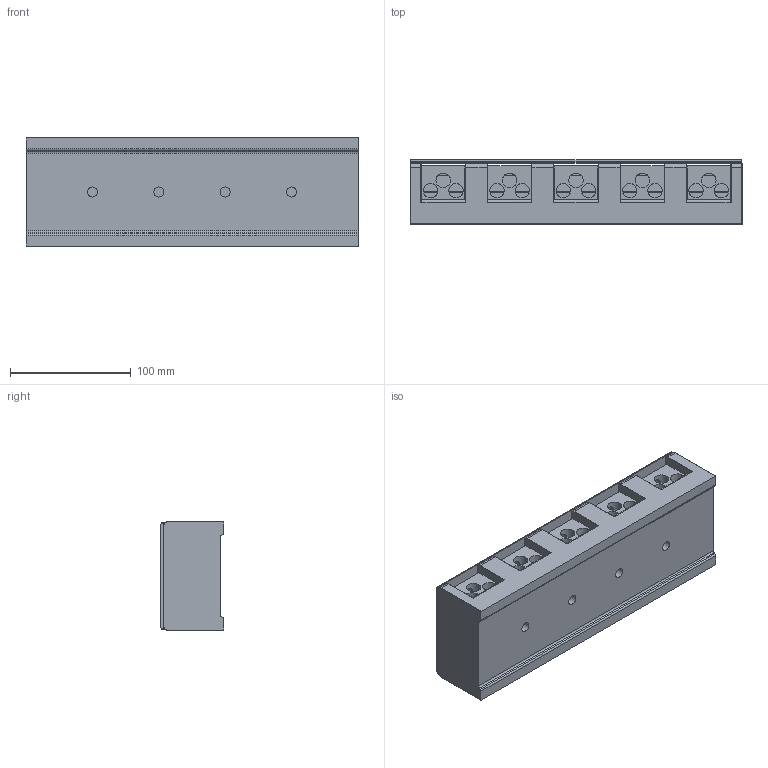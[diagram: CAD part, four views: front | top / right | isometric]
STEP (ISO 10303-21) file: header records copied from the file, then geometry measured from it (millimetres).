
FILE_DESCRIPTION((''),'2;1');
FILE_NAME('1234','2023-02-14T',('Administrator'),(''),'PRO/ENGINEER BY PARAMETRIC TECHNOLOGY CORPORATION, 2013230','PRO/ENGINEER BY PARAMETRIC TECHNOLOGY CORPORATION, 2013230','');
FILE_SCHEMA(('CONFIG_CONTROL_DESIGN'));
Length unit declared in the file: millimetre
Products named in the file (1): 1234
Bounding box: 275 x 53 x 90 mm (x, y, z)
Volume: 895499.9 mm3; surface area: 217964.2 mm2
Topology: 7 solids, 7 shells, 986 faces, 2591 edges, 1605 vertices
Faces by surface type: plane 393, cylinder 271, bspline 220, torus 52, cone 30, sphere 20
Entity records: 48256 total; most frequent: CARTESIAN_POINT 18442, ORIENTED_EDGE 5122, DIRECTION 4119, EDGE_CURVE 2561, VERTEX_POINT 1605, AXIS2_PLACEMENT_3D 1388, VECTOR 1343, LINE 1343
